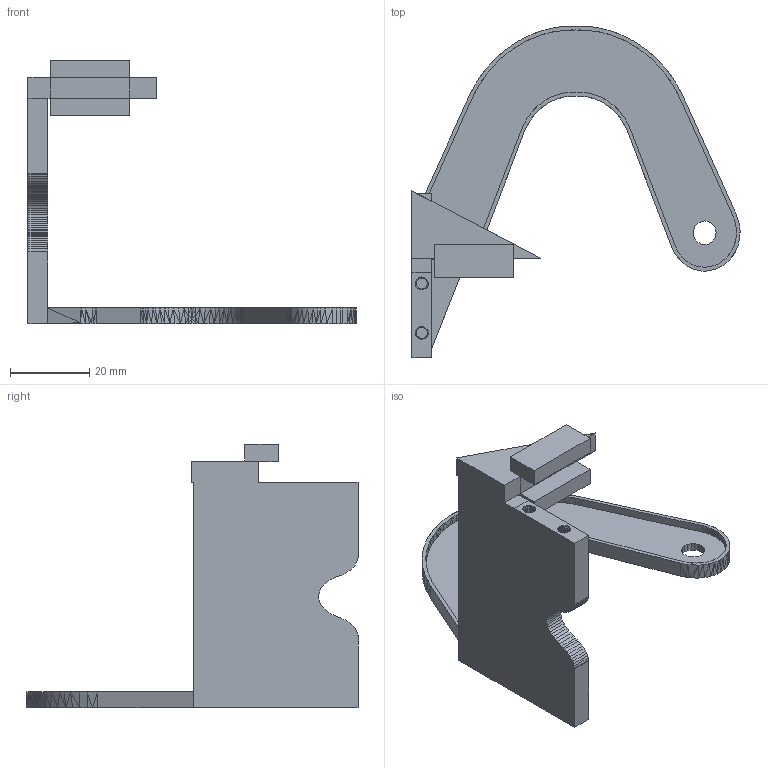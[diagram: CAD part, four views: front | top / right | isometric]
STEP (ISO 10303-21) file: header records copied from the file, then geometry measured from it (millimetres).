
FILE_DESCRIPTION(/* description */ (''),/* implementation_level */ '2;1');
FILE_NAME(/* name */ 'Mount_for_the_Ender_3-GT-A10-type-frame_-_Rev_B.stp',/* time_stamp */ '2020-06-18T20:54:31-04:00',/* author */ ('Daddy_DSC'),/* organization */ (''),/* preprocessor_version */ 'ST-DEVELOPER v18',/* originating_system */ 'Autodesk Inventor 2020',/* authorisation */ '');
FILE_SCHEMA (('AUTOMOTIVE_DESIGN { 1 0 10303 214 3 1 1 }'));
Length unit declared in the file: millimetre
Products named in the file (1): Mount_for_the_Ender_3-GT-A10-type-frame_-_Rev_B
Bounding box: 83 x 83.96 x 66.62 mm (x, y, z)
Volume: 19318.8 mm3; surface area: 13618.8 mm2
Topology: 1 solids, 1 shells, 749 faces, 1595 edges, 850 vertices
Faces by surface type: plane 749
Entity records: 18927 total; most frequent: CARTESIAN_POINT 3195, ORIENTED_EDGE 3190, DIRECTION 3095, LINE 1595, VECTOR 1595, EDGE_CURVE 1595, VERTEX_POINT 850, EDGE_LOOP 755
